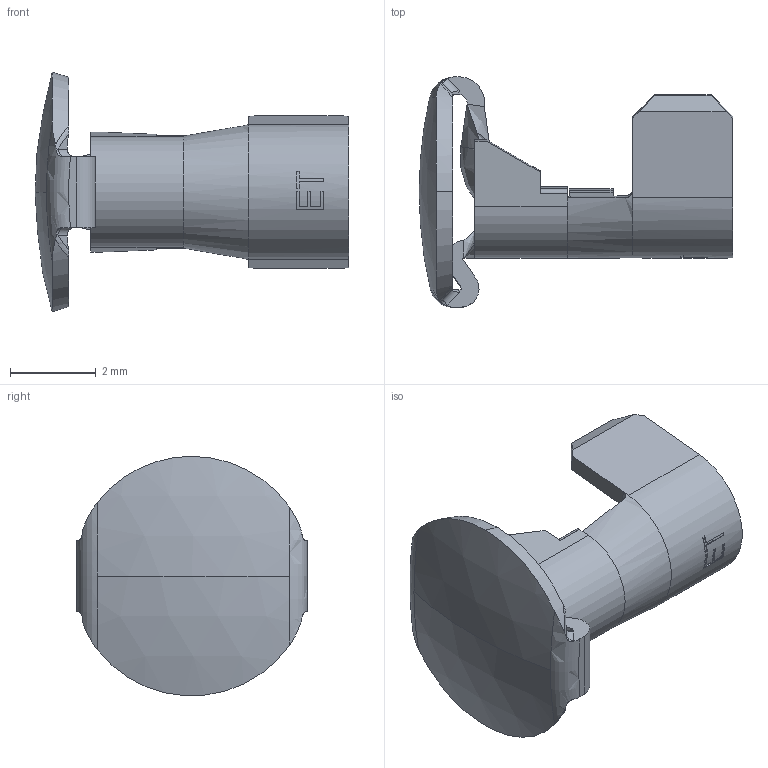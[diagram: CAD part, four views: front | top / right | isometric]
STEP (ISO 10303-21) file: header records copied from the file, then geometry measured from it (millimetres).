
FILE_DESCRIPTION (( 'STEP AP203' ), '1' );
FILE_NAME ('09732.STEP', '2015-01-20T17:53:26', ( '' ), ( '' ), 'SwSTEP 2.0', 'SolidWorks 2014', '' );
FILE_SCHEMA (( 'CONFIG_CONTROL_DESIGN' ));
Length unit declared in the file: inch
Products named in the file (1): 09732
Bounding box: 7.32 x 5.37 x 5.58 mm (x, y, z)
Volume: 29.6 mm3; surface area: 181.1 mm2
Topology: 3 solids, 3 shells, 196 faces, 529 edges, 341 vertices
Faces by surface type: plane 110, bspline 33, cylinder 32, cone 9, torus 8, sphere 4
Entity records: 7402 total; most frequent: CARTESIAN_POINT 2637, ORIENTED_EDGE 1058, DIRECTION 869, EDGE_CURVE 529, VERTEX_POINT 341, VECTOR 301, LINE 301, AXIS2_PLACEMENT_3D 284
